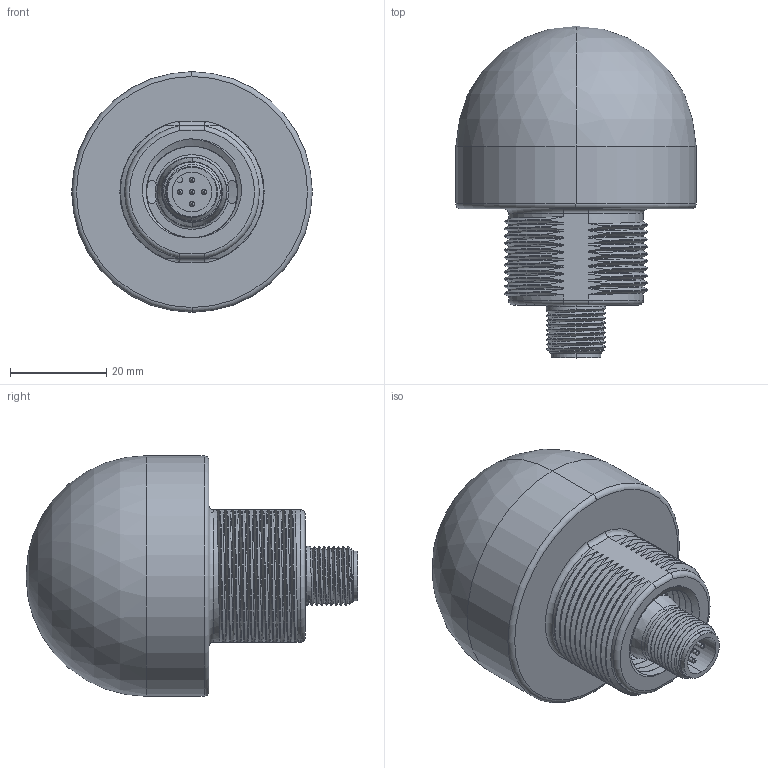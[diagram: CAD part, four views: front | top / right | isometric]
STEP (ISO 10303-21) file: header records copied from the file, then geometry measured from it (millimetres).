
FILE_DESCRIPTION((''),'2;1');
FILE_NAME('144870_ASM','2019-05-31T10:00:14',('pdmadmin'),('BANNER ENGINEERING'),'CREO PARAMETRIC BY PTC INC, 2018300','CREO PARAMETRIC BY PTC INC, 2018300','');
FILE_SCHEMA(('CONFIG_CONTROL_DESIGN'));
Length unit declared in the file: millimetre
Products named in the file (7): 126458; 128008; 41089_NO_ORING; 129626_ASM; 164906; 129213_ASM; 144870_ASM
Assembly tree (6 placements, depth 3):
  144870_ASM
    129626_ASM
      126458
      128008
      41089_NO_ORING
    129213_ASM
      164906
Bounding box: 50 x 69 x 50 mm (x, y, z)
Volume: 26802.7 mm3; surface area: 23790.9 mm2
Topology: 4 solids, 4 shells, 424 faces, 1025 edges, 638 vertices
Faces by surface type: cylinder 170, bspline 115, plane 69, torus 28, cone 26, sphere 16
Entity records: 36121 total; most frequent: CARTESIAN_POINT 26711, ORIENTED_EDGE 2042, DIRECTION 1770, EDGE_CURVE 1021, AXIS2_PLACEMENT_3D 732, VERTEX_POINT 638, EDGE_LOOP 465, FACE_OUTER_BOUND 424
